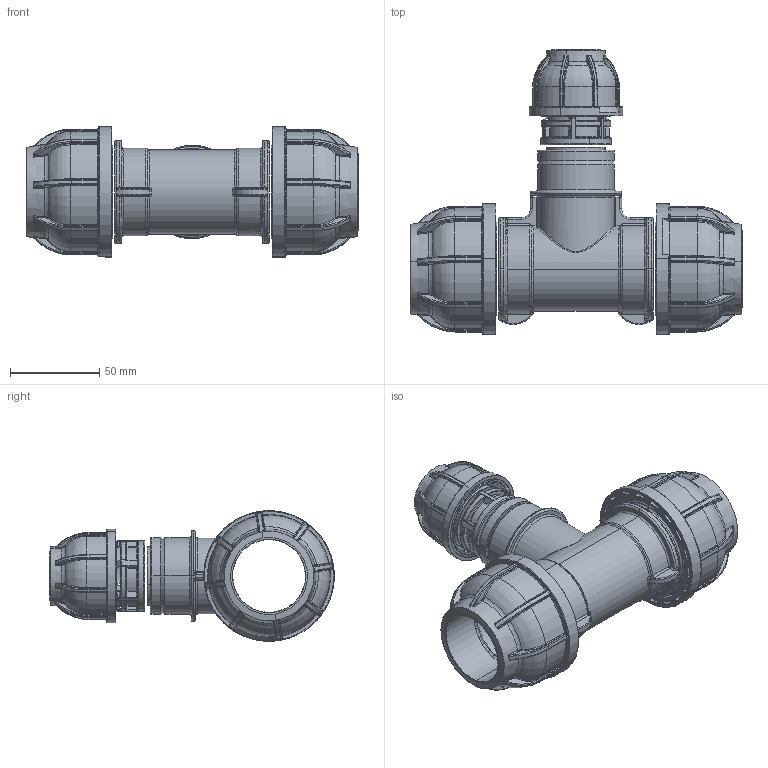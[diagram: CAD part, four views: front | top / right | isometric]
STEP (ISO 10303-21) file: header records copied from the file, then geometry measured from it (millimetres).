
FILE_DESCRIPTION (( 'STEP AP203' ), '1' );
FILE_NAME ('R217.040.025.step', '2013-11-19T09:25:16', ( 'Alusic' ), ( 'Alusic' ), 'SwSTEP 2.0', 'SolidWorks 2011', '' );
FILE_SCHEMA (( 'CONFIG_CONTROL_DESIGN' ));
Length unit declared in the file: millimetre
Products named in the file (1): R217.040.025
Bounding box: 185.68 x 159.2 x 72.99 mm (x, y, z)
Surface area: 99895.4 mm2 (no closed solid volume)
Topology: 0 solids, 72 shells, 1756 faces, 5735 edges, 3759 vertices
Faces by surface type: cylinder 528, bspline 412, torus 371, plane 369, cone 39, sphere 37
Entity records: 83663 total; most frequent: CARTESIAN_POINT 39766, ORIENTED_EDGE 8801, DIRECTION 8568, EDGE_CURVE 5652, VERTEX_POINT 3757, AXIS2_PLACEMENT_3D 3621, CIRCLE 2276, B_SPLINE_CURVE_WITH_KNOTS 1775
